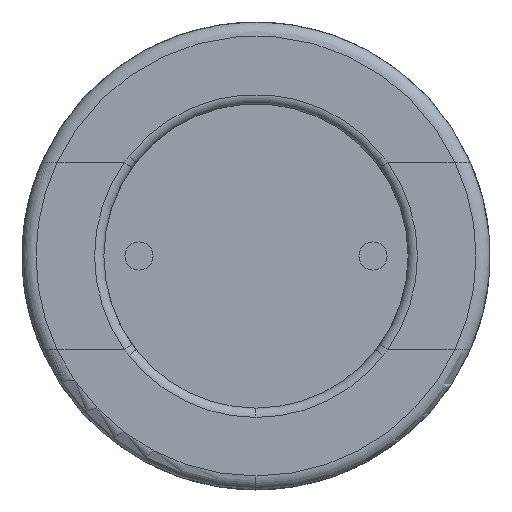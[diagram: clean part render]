
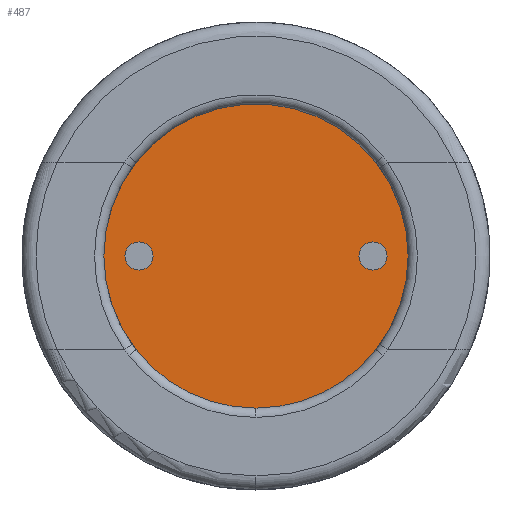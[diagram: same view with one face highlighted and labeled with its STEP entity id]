
A CAD part, front view. The second image highlights one B-rep face of the part: STEP entity #487.
In plain terms, the highlighted planar face has unit normal (0, -1, 0).
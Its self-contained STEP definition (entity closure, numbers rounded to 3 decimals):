
#3 = CIRCLE ( 'NONE', #1665, 3.25 ) ;
#51 = DIRECTION ( 'NONE',  ( 0., -1., 0. ) ) ;
#93 = VERTEX_POINT ( 'NONE', #142 ) ;
#95 = CARTESIAN_POINT ( 'NONE',  ( 0., 0.25, 0. ) ) ;
#129 = DIRECTION ( 'NONE',  ( 0., 0., -1. ) ) ;
#142 = CARTESIAN_POINT ( 'NONE',  ( 2.5, 0.25, -0.3 ) ) ;
#338 = ORIENTED_EDGE ( 'NONE', *, *, #3609, .T. ) ;
#421 = DIRECTION ( 'NONE',  ( 0., 0., -1. ) ) ;
#487 = ADVANCED_FACE ( 'NONE', ( #2066, #5725, #1504 ), #2495, .T. ) ;
#501 = CARTESIAN_POINT ( 'NONE',  ( 0., 0.25, 0. ) ) ;
#571 = DIRECTION ( 'NONE',  ( 0., -1., 0. ) ) ;
#574 = CARTESIAN_POINT ( 'NONE',  ( 0., 0.25, 0. ) ) ;
#692 = EDGE_CURVE ( 'NONE', #1797, #1810, #2329, .T. ) ;
#934 = DIRECTION ( 'NONE',  ( 0., 0., -1. ) ) ;
#1097 = VERTEX_POINT ( 'NONE', #1563 ) ;
#1423 = CARTESIAN_POINT ( 'NONE',  ( -2.562, 0.25, 2. ) ) ;
#1474 = AXIS2_PLACEMENT_3D ( 'NONE', #1771, #5579, #421 ) ;
#1497 = EDGE_CURVE ( 'NONE', #1601, #93, #3780, .T. ) ;
#1504 = FACE_OUTER_BOUND ( 'NONE', #1782, .T. ) ;
#1545 = ORIENTED_EDGE ( 'NONE', *, *, #4994, .F. ) ;
#1563 = CARTESIAN_POINT ( 'NONE',  ( 2.562, 0.25, 2. ) ) ;
#1601 = VERTEX_POINT ( 'NONE', #5915 ) ;
#1640 = ORIENTED_EDGE ( 'NONE', *, *, #3343, .T. ) ;
#1657 = EDGE_LOOP ( 'NONE', ( #2222, #1545 ) ) ;
#1665 = AXIS2_PLACEMENT_3D ( 'NONE', #501, #5133, #2860 ) ;
#1686 = VERTEX_POINT ( 'NONE', #3639 ) ;
#1771 = CARTESIAN_POINT ( 'NONE',  ( 0., 0.25, 0. ) ) ;
#1782 = EDGE_LOOP ( 'NONE', ( #1640, #2011, #4928, #2195, #338 ) ) ;
#1797 = VERTEX_POINT ( 'NONE', #1423 ) ;
#1810 = VERTEX_POINT ( 'NONE', #2605 ) ;
#1830 = DIRECTION ( 'NONE',  ( 0., -1., 0. ) ) ;
#2011 = ORIENTED_EDGE ( 'NONE', *, *, #4536, .T. ) ;
#2066 = FACE_BOUND ( 'NONE', #1657, .T. ) ;
#2143 = ORIENTED_EDGE ( 'NONE', *, *, #2239, .F. ) ;
#2195 = ORIENTED_EDGE ( 'NONE', *, *, #4845, .T. ) ;
#2222 = ORIENTED_EDGE ( 'NONE', *, *, #1497, .F. ) ;
#2235 = CARTESIAN_POINT ( 'NONE',  ( 2.562, 0.25, -2. ) ) ;
#2239 = EDGE_CURVE ( 'NONE', #2374, #1686, #2943, .T. ) ;
#2253 = CARTESIAN_POINT ( 'NONE',  ( -2.5, 0.25, 0. ) ) ;
#2276 = AXIS2_PLACEMENT_3D ( 'NONE', #574, #3956, #129 ) ;
#2329 = CIRCLE ( 'NONE', #5796, 3.25 ) ;
#2355 = AXIS2_PLACEMENT_3D ( 'NONE', #2428, #51, #934 ) ;
#2374 = VERTEX_POINT ( 'NONE', #4861 ) ;
#2379 = CARTESIAN_POINT ( 'NONE',  ( -2.5, 0.25, 0. ) ) ;
#2428 = CARTESIAN_POINT ( 'NONE',  ( 0., 0.25, 0. ) ) ;
#2495 = PLANE ( 'NONE',  #2276 ) ;
#2605 = CARTESIAN_POINT ( 'NONE',  ( -2.562, 0.25, -2. ) ) ;
#2765 = DIRECTION ( 'NONE',  ( 0., -1., 0. ) ) ;
#2860 = DIRECTION ( 'NONE',  ( 0., 0., -1. ) ) ;
#2943 = CIRCLE ( 'NONE', #3729, 0.3 ) ;
#2994 = AXIS2_PLACEMENT_3D ( 'NONE', #5954, #2765, #5129 ) ;
#3293 = VERTEX_POINT ( 'NONE', #4797 ) ;
#3343 = EDGE_CURVE ( 'NONE', #4048, #1097, #5752, .T. ) ;
#3455 = CIRCLE ( 'NONE', #1474, 3.25 ) ;
#3609 = EDGE_CURVE ( 'NONE', #3293, #4048, #3455, .T. ) ;
#3625 = DIRECTION ( 'NONE',  ( 0., 0., 1. ) ) ;
#3637 = DIRECTION ( 'NONE',  ( 0., 0., -1. ) ) ;
#3639 = CARTESIAN_POINT ( 'NONE',  ( -2.5, 0.25, 0.3 ) ) ;
#3729 = AXIS2_PLACEMENT_3D ( 'NONE', #2253, #4147, #4967 ) ;
#3780 = CIRCLE ( 'NONE', #2994, 0.3 ) ;
#3943 = AXIS2_PLACEMENT_3D ( 'NONE', #5091, #4176, #3625 ) ;
#3956 = DIRECTION ( 'NONE',  ( 0., -1., 0. ) ) ;
#4040 = CIRCLE ( 'NONE', #3943, 0.3 ) ;
#4048 = VERTEX_POINT ( 'NONE', #2235 ) ;
#4131 = CARTESIAN_POINT ( 'NONE',  ( 0., 0.25, 0. ) ) ;
#4136 = CIRCLE ( 'NONE', #4840, 0.3 ) ;
#4147 = DIRECTION ( 'NONE',  ( 0., -1., 0. ) ) ;
#4176 = DIRECTION ( 'NONE',  ( 0., -1., 0. ) ) ;
#4521 = ORIENTED_EDGE ( 'NONE', *, *, #5081, .F. ) ;
#4536 = EDGE_CURVE ( 'NONE', #1097, #1797, #5729, .T. ) ;
#4797 = CARTESIAN_POINT ( 'NONE',  ( 0., 0.25, -3.25 ) ) ;
#4805 = DIRECTION ( 'NONE',  ( 0., 0., -1. ) ) ;
#4840 = AXIS2_PLACEMENT_3D ( 'NONE', #2379, #5733, #4805 ) ;
#4845 = EDGE_CURVE ( 'NONE', #1810, #3293, #3, .T. ) ;
#4855 = AXIS2_PLACEMENT_3D ( 'NONE', #95, #571, #5759 ) ;
#4861 = CARTESIAN_POINT ( 'NONE',  ( -2.5, 0.25, -0.3 ) ) ;
#4928 = ORIENTED_EDGE ( 'NONE', *, *, #692, .T. ) ;
#4967 = DIRECTION ( 'NONE',  ( 0., 0., -1. ) ) ;
#4994 = EDGE_CURVE ( 'NONE', #93, #1601, #4040, .T. ) ;
#5081 = EDGE_CURVE ( 'NONE', #1686, #2374, #4136, .T. ) ;
#5091 = CARTESIAN_POINT ( 'NONE',  ( 2.5, 0.25, 0. ) ) ;
#5129 = DIRECTION ( 'NONE',  ( 0., 0., 1. ) ) ;
#5133 = DIRECTION ( 'NONE',  ( 0., -1., 0. ) ) ;
#5579 = DIRECTION ( 'NONE',  ( 0., -1., 0. ) ) ;
#5685 = EDGE_LOOP ( 'NONE', ( #4521, #2143 ) ) ;
#5725 = FACE_BOUND ( 'NONE', #5685, .T. ) ;
#5729 = CIRCLE ( 'NONE', #2355, 3.25 ) ;
#5733 = DIRECTION ( 'NONE',  ( 0., -1., 0. ) ) ;
#5752 = CIRCLE ( 'NONE', #4855, 3.25 ) ;
#5759 = DIRECTION ( 'NONE',  ( 0., 0., -1. ) ) ;
#5796 = AXIS2_PLACEMENT_3D ( 'NONE', #4131, #1830, #3637 ) ;
#5915 = CARTESIAN_POINT ( 'NONE',  ( 2.5, 0.25, 0.3 ) ) ;
#5954 = CARTESIAN_POINT ( 'NONE',  ( 2.5, 0.25, 0. ) ) ;
